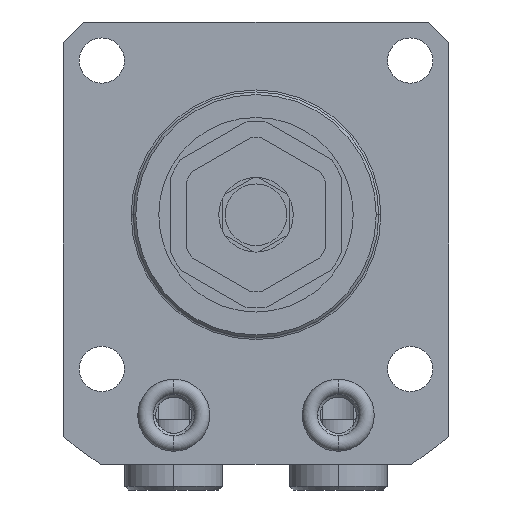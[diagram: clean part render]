
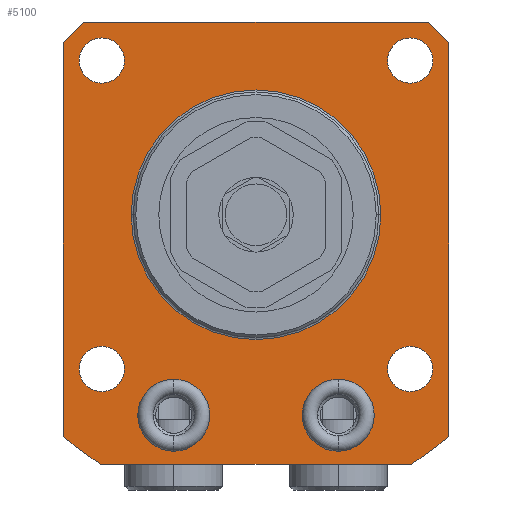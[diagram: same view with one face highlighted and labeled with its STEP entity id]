
A CAD part, front view. The second image highlights one B-rep face of the part: STEP entity #5100.
In plain terms, the highlighted planar face has unit normal (0, -1, 0).
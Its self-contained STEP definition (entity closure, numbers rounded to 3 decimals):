
#399=CARTESIAN_POINT('',(0.,0.,0.));
#400=DIRECTION('',(0.,-1.,0.));
#401=DIRECTION('',(-0.656,0.,-0.755));
#402=AXIS2_PLACEMENT_3D('',#399,#400,#401);
#414=CARTESIAN_POINT('',(0.,0.,0.));
#415=DIRECTION('',(0.,-1.,0.));
#416=DIRECTION('',(0.529,0.,-0.849));
#417=AXIS2_PLACEMENT_3D('',#414,#415,#416);
#780=CARTESIAN_POINT('',(0.,0.,0.));
#781=DIRECTION('',(0.,1.,0.));
#782=DIRECTION('',(-1.,0.,0.));
#783=AXIS2_PLACEMENT_3D('',#780,#781,#782);
#788=CARTESIAN_POINT('',(0.,0.,0.));
#789=DIRECTION('',(0.,1.,0.));
#790=DIRECTION('',(1.,0.,0.));
#791=AXIS2_PLACEMENT_3D('',#788,#789,#790);
#796=DIRECTION('',(1.,0.,0.));
#797=VECTOR('',#796,60.461);
#798=CARTESIAN_POINT('',(-30.23,0.,-48.5));
#799=LINE('',#798,#797);
#803=DIRECTION('',(0.,0.,-1.));
#804=VECTOR('',#803,76.626);
#805=CARTESIAN_POINT('',(-37.5,0.,33.5));
#806=LINE('',#805,#804);
#810=DIRECTION('',(-0.707,0.,-0.707));
#811=VECTOR('',#810,5.657);
#812=CARTESIAN_POINT('',(-33.5,0.,37.5));
#813=LINE('',#812,#811);
#817=DIRECTION('',(-1.,0.,0.));
#818=VECTOR('',#817,67.);
#819=CARTESIAN_POINT('',(33.5,0.,37.5));
#820=LINE('',#819,#818);
#824=DIRECTION('',(-0.707,0.,0.707));
#825=VECTOR('',#824,5.657);
#826=CARTESIAN_POINT('',(37.5,0.,33.5));
#827=LINE('',#826,#825);
#831=DIRECTION('',(0.,0.,1.));
#832=VECTOR('',#831,76.626);
#833=CARTESIAN_POINT('',(37.5,0.,-43.126));
#834=LINE('',#833,#832);
#838=CARTESIAN_POINT('',(-30.,0.,-30.));
#839=DIRECTION('',(0.,1.,0.));
#840=DIRECTION('',(-1.,0.,0.));
#841=AXIS2_PLACEMENT_3D('',#838,#839,#840);
#846=CARTESIAN_POINT('',(-30.,0.,-30.));
#847=DIRECTION('',(0.,1.,0.));
#848=DIRECTION('',(1.,0.,0.));
#849=AXIS2_PLACEMENT_3D('',#846,#847,#848);
#854=CARTESIAN_POINT('',(30.,0.,-30.));
#855=DIRECTION('',(0.,1.,0.));
#856=DIRECTION('',(-1.,0.,0.));
#857=AXIS2_PLACEMENT_3D('',#854,#855,#856);
#862=CARTESIAN_POINT('',(30.,0.,-30.));
#863=DIRECTION('',(0.,1.,0.));
#864=DIRECTION('',(1.,0.,0.));
#865=AXIS2_PLACEMENT_3D('',#862,#863,#864);
#870=CARTESIAN_POINT('',(30.,0.,30.));
#871=DIRECTION('',(0.,1.,0.));
#872=DIRECTION('',(-1.,0.,0.));
#873=AXIS2_PLACEMENT_3D('',#870,#871,#872);
#878=CARTESIAN_POINT('',(30.,0.,30.));
#879=DIRECTION('',(0.,1.,0.));
#880=DIRECTION('',(1.,0.,0.));
#881=AXIS2_PLACEMENT_3D('',#878,#879,#880);
#886=CARTESIAN_POINT('',(-30.,0.,30.));
#887=DIRECTION('',(0.,1.,0.));
#888=DIRECTION('',(-1.,0.,0.));
#889=AXIS2_PLACEMENT_3D('',#886,#887,#888);
#894=CARTESIAN_POINT('',(-30.,0.,30.));
#895=DIRECTION('',(0.,1.,0.));
#896=DIRECTION('',(1.,0.,0.));
#897=AXIS2_PLACEMENT_3D('',#894,#895,#896);
#902=CARTESIAN_POINT('',(-16.,0.,-39.));
#903=DIRECTION('',(0.,-1.,0.));
#904=DIRECTION('',(-1.,0.,0.));
#905=AXIS2_PLACEMENT_3D('',#902,#903,#904);
#910=CARTESIAN_POINT('',(-16.,0.,-39.));
#911=DIRECTION('',(0.,-1.,0.));
#912=DIRECTION('',(1.,0.,0.));
#913=AXIS2_PLACEMENT_3D('',#910,#911,#912);
#918=CARTESIAN_POINT('',(16.,0.,-39.));
#919=DIRECTION('',(0.,1.,0.));
#920=DIRECTION('',(1.,0.,0.));
#921=AXIS2_PLACEMENT_3D('',#918,#919,#920);
#926=CARTESIAN_POINT('',(16.,0.,-39.));
#927=DIRECTION('',(0.,1.,0.));
#928=DIRECTION('',(-1.,0.,0.));
#929=AXIS2_PLACEMENT_3D('',#926,#927,#928);
#3895=CARTESIAN_POINT('',(-30.23,0.,-48.5));
#3896=CARTESIAN_POINT('',(30.23,0.,-48.5));
#3897=VERTEX_POINT('',#3895);
#3898=VERTEX_POINT('',#3896);
#3899=CARTESIAN_POINT('',(37.5,0.,-43.126));
#3900=CARTESIAN_POINT('',(37.5,0.,33.5));
#3901=VERTEX_POINT('',#3899);
#3902=VERTEX_POINT('',#3900);
#3909=CARTESIAN_POINT('',(-37.5,0.,-43.126));
#3910=VERTEX_POINT('',#3909);
#3911=CARTESIAN_POINT('',(-34.4,0.,-30.));
#3912=CARTESIAN_POINT('',(-25.6,0.,-30.));
#3913=VERTEX_POINT('',#3911);
#3914=VERTEX_POINT('',#3912);
#3915=CARTESIAN_POINT('',(25.6,0.,-30.));
#3916=CARTESIAN_POINT('',(34.4,0.,-30.));
#3917=VERTEX_POINT('',#3915);
#3918=VERTEX_POINT('',#3916);
#3919=CARTESIAN_POINT('',(25.6,0.,30.));
#3920=CARTESIAN_POINT('',(34.4,0.,30.));
#3921=VERTEX_POINT('',#3919);
#3922=VERTEX_POINT('',#3920);
#3923=CARTESIAN_POINT('',(-34.4,0.,30.));
#3924=CARTESIAN_POINT('',(-25.6,0.,30.));
#3925=VERTEX_POINT('',#3923);
#3926=VERTEX_POINT('',#3924);
#3947=CARTESIAN_POINT('',(-24.285,0.,0.));
#3948=CARTESIAN_POINT('',(24.285,0.,0.));
#3949=VERTEX_POINT('',#3947);
#3950=VERTEX_POINT('',#3948);
#4039=CARTESIAN_POINT('',(-23.,0.,-39.));
#4040=CARTESIAN_POINT('',(-9.,0.,-39.));
#4041=VERTEX_POINT('',#4039);
#4042=VERTEX_POINT('',#4040);
#4067=CARTESIAN_POINT('',(23.,0.,-39.));
#4068=VERTEX_POINT('',#4067);
#4069=CARTESIAN_POINT('',(9.,0.,-39.));
#4070=VERTEX_POINT('',#4069);
#4263=CARTESIAN_POINT('',(33.5,0.,37.5));
#4264=VERTEX_POINT('',#4263);
#4265=CARTESIAN_POINT('',(-33.5,0.,37.5));
#4266=VERTEX_POINT('',#4265);
#4267=CARTESIAN_POINT('',(-37.5,0.,33.5));
#4268=VERTEX_POINT('',#4267);
#5040=CARTESIAN_POINT('',(0.,0.,0.));
#5041=DIRECTION('',(0.,-1.,0.));
#5042=DIRECTION('',(-1.,0.,0.));
#5043=AXIS2_PLACEMENT_3D('',#5040,#5041,#5042);
#5044=PLANE('',#5043);
#5045=ORIENTED_EDGE('',*,*,#4803,.F.);
#5046=ORIENTED_EDGE('',*,*,#4828,.F.);
#5048=ORIENTED_EDGE('',*,*,#5047,.F.);
#5050=ORIENTED_EDGE('',*,*,#5049,.F.);
#5052=ORIENTED_EDGE('',*,*,#5051,.F.);
#5054=ORIENTED_EDGE('',*,*,#5053,.F.);
#5056=ORIENTED_EDGE('',*,*,#5055,.F.);
#5057=ORIENTED_EDGE('',*,*,#4839,.F.);
#5058=EDGE_LOOP('',(#5045,#5046,#5048,#5050,#5052,#5054,#5056,#5057));
#5059=FACE_OUTER_BOUND('',#5058,.F.);
#5061=ORIENTED_EDGE('',*,*,#5060,.F.);
#5063=ORIENTED_EDGE('',*,*,#5062,.F.);
#5064=EDGE_LOOP('',(#5061,#5063));
#5065=FACE_BOUND('',#5064,.F.);
#5066=ORIENTED_EDGE('',*,*,#5020,.F.);
#5067=ORIENTED_EDGE('',*,*,#5034,.F.);
#5068=EDGE_LOOP('',(#5066,#5067));
#5069=FACE_BOUND('',#5068,.F.);
#5071=ORIENTED_EDGE('',*,*,#5070,.F.);
#5073=ORIENTED_EDGE('',*,*,#5072,.F.);
#5074=EDGE_LOOP('',(#5071,#5073));
#5075=FACE_BOUND('',#5074,.F.);
#5077=ORIENTED_EDGE('',*,*,#5076,.F.);
#5079=ORIENTED_EDGE('',*,*,#5078,.F.);
#5080=EDGE_LOOP('',(#5077,#5079));
#5081=FACE_BOUND('',#5080,.F.);
#5083=ORIENTED_EDGE('',*,*,#5082,.F.);
#5085=ORIENTED_EDGE('',*,*,#5084,.F.);
#5086=EDGE_LOOP('',(#5083,#5085));
#5087=FACE_BOUND('',#5086,.F.);
#5089=ORIENTED_EDGE('',*,*,#5088,.T.);
#5091=ORIENTED_EDGE('',*,*,#5090,.T.);
#5092=EDGE_LOOP('',(#5089,#5091));
#5093=FACE_BOUND('',#5092,.F.);
#5095=ORIENTED_EDGE('',*,*,#5094,.F.);
#5097=ORIENTED_EDGE('',*,*,#5096,.F.);
#5098=EDGE_LOOP('',(#5095,#5097));
#5099=FACE_BOUND('',#5098,.F.);
#403=CIRCLE('',#402,57.15);
#418=CIRCLE('',#417,57.15);
#784=CIRCLE('',#783,24.285);
#792=CIRCLE('',#791,24.285);
#842=CIRCLE('',#841,4.4);
#850=CIRCLE('',#849,4.4);
#858=CIRCLE('',#857,4.4);
#866=CIRCLE('',#865,4.4);
#874=CIRCLE('',#873,4.4);
#882=CIRCLE('',#881,4.4);
#890=CIRCLE('',#889,4.4);
#898=CIRCLE('',#897,4.4);
#906=CIRCLE('',#905,7.);
#914=CIRCLE('',#913,7.);
#922=CIRCLE('',#921,7.);
#930=CIRCLE('',#929,7.);
#4803=EDGE_CURVE('',#3897,#3898,#799,.T.);
#4828=EDGE_CURVE('',#3910,#3897,#403,.T.);
#4839=EDGE_CURVE('',#3898,#3901,#418,.T.);
#5020=EDGE_CURVE('',#3913,#3914,#842,.T.);
#5034=EDGE_CURVE('',#3914,#3913,#850,.T.);
#5047=EDGE_CURVE('',#4268,#3910,#806,.T.);
#5049=EDGE_CURVE('',#4266,#4268,#813,.T.);
#5051=EDGE_CURVE('',#4264,#4266,#820,.T.);
#5053=EDGE_CURVE('',#3902,#4264,#827,.T.);
#5055=EDGE_CURVE('',#3901,#3902,#834,.T.);
#5060=EDGE_CURVE('',#3949,#3950,#784,.T.);
#5062=EDGE_CURVE('',#3950,#3949,#792,.T.);
#5070=EDGE_CURVE('',#3917,#3918,#858,.T.);
#5072=EDGE_CURVE('',#3918,#3917,#866,.T.);
#5076=EDGE_CURVE('',#3921,#3922,#874,.T.);
#5078=EDGE_CURVE('',#3922,#3921,#882,.T.);
#5082=EDGE_CURVE('',#3925,#3926,#890,.T.);
#5084=EDGE_CURVE('',#3926,#3925,#898,.T.);
#5088=EDGE_CURVE('',#4041,#4042,#906,.T.);
#5090=EDGE_CURVE('',#4042,#4041,#914,.T.);
#5094=EDGE_CURVE('',#4068,#4070,#922,.T.);
#5096=EDGE_CURVE('',#4070,#4068,#930,.T.);
#5100=ADVANCED_FACE('',(#5059,#5065,#5069,#5075,#5081,#5087,#5093,#5099),#5044,
.T.);
